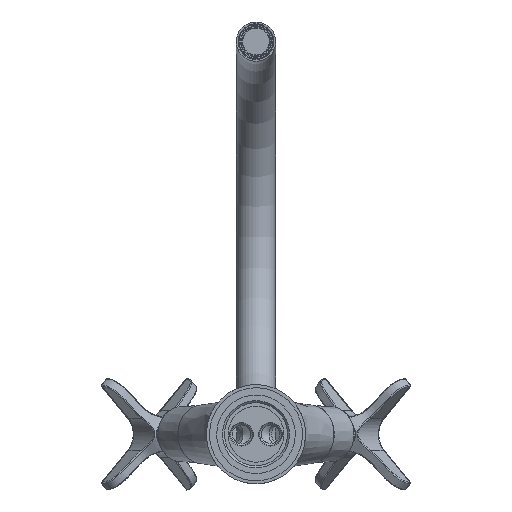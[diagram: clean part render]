
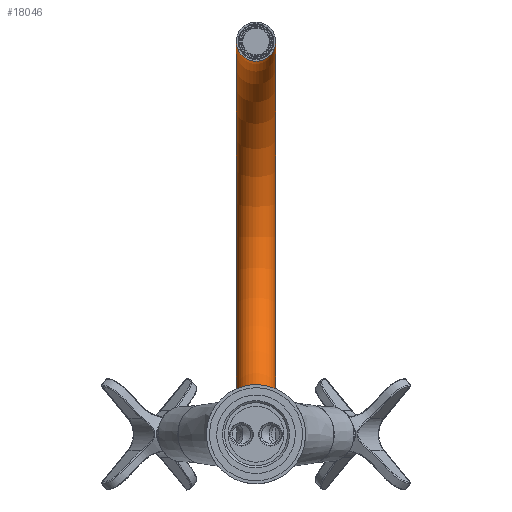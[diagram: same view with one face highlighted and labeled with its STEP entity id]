
A CAD part, front view. The second image highlights one B-rep face of the part: STEP entity #18046.
In plain terms, the highlighted toroidal (fillet/blend) face has major radius 95 mm and minor radius 9.5 mm.
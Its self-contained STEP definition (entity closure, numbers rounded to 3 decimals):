
#569 = ORIENTED_EDGE ( 'NONE', *, *, #3142, .T. ) ;
#2168 = CIRCLE ( 'NONE', #24014, 9.5 ) ;
#2330 = DIRECTION ( 'NONE',  ( 1., 0., 0. ) ) ;
#2816 = DIRECTION ( 'NONE',  ( 0., 1., 0. ) ) ;
#3142 = EDGE_CURVE ( 'NONE', #21063, #21063, #3986, .T. ) ;
#3512 = CARTESIAN_POINT ( 'NONE',  ( -9.5, 243.6, 0. ) ) ;
#3986 = CIRCLE ( 'NONE', #11926, 9.5 ) ;
#4506 = CARTESIAN_POINT ( 'NONE',  ( 0., 243.6, 95. ) ) ;
#4682 = EDGE_LOOP ( 'NONE', ( #569 ) ) ;
#7485 = DIRECTION ( 'NONE',  ( -1., 0., 0. ) ) ;
#10297 = CARTESIAN_POINT ( 'NONE',  ( 0., 243.6, 0. ) ) ;
#10708 = ORIENTED_EDGE ( 'NONE', *, *, #16257, .F. ) ;
#11926 = AXIS2_PLACEMENT_3D ( 'NONE', #10297, #2816, #18552 ) ;
#12489 = DIRECTION ( 'NONE',  ( 0., 0., -1. ) ) ;
#14237 = TOROIDAL_SURFACE ( 'NONE', #15045, 95., 9.5 ) ;
#15045 = AXIS2_PLACEMENT_3D ( 'NONE', #4506, #2330, #12489 ) ;
#16120 = FACE_OUTER_BOUND ( 'NONE', #4682, .T. ) ;
#16257 = EDGE_CURVE ( 'NONE', #24484, #24484, #2168, .T. ) ;
#18046 = ADVANCED_FACE ( 'NONE', ( #20508, #16120 ), #14237, .T. ) ;
#18552 = DIRECTION ( 'NONE',  ( -1., 0., 0. ) ) ;
#18663 = CARTESIAN_POINT ( 'NONE',  ( -9.5, 243.6, 190. ) ) ;
#19501 = DIRECTION ( 'NONE',  ( 0., -1., 0. ) ) ;
#19760 = CARTESIAN_POINT ( 'NONE',  ( 0., 243.6, 190. ) ) ;
#20508 = FACE_OUTER_BOUND ( 'NONE', #22034, .T. ) ;
#21063 = VERTEX_POINT ( 'NONE', #3512 ) ;
#22034 = EDGE_LOOP ( 'NONE', ( #10708 ) ) ;
#24014 = AXIS2_PLACEMENT_3D ( 'NONE', #19760, #19501, #7485 ) ;
#24484 = VERTEX_POINT ( 'NONE', #18663 ) ;
